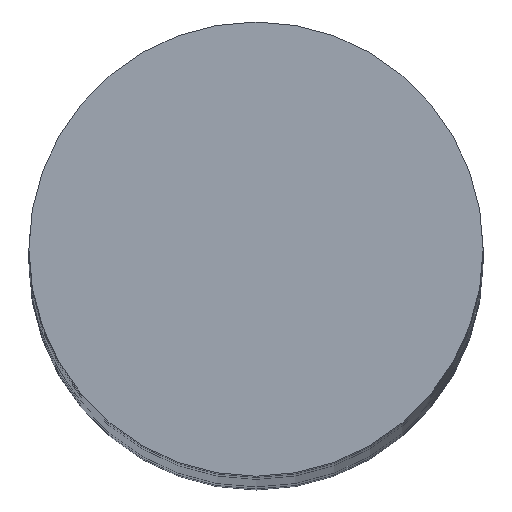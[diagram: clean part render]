
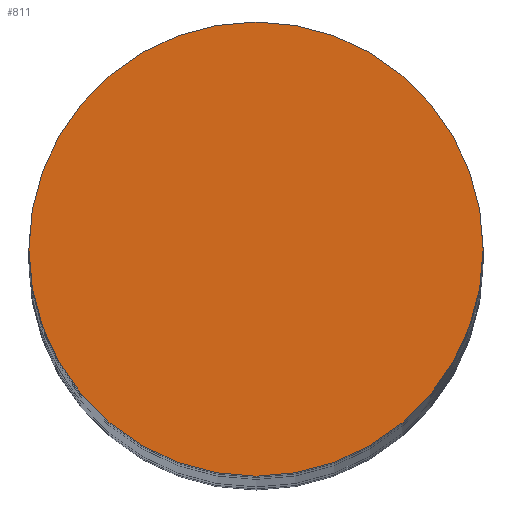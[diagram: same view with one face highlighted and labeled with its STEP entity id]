
A CAD part, top view. The second image highlights one B-rep face of the part: STEP entity #811.
In plain terms, the highlighted planar face has unit normal (0, 0, 1).
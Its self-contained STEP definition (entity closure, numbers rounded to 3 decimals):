
#42=PLANE('',#887);
#61=CIRCLE('',#885,3.);
#110=FACE_OUTER_BOUND('',#168,.T.);
#168=EDGE_LOOP('',(#732));
#375=VERTEX_POINT('',#2982);
#493=EDGE_CURVE('',#375,#375,#61,.T.);
#732=ORIENTED_EDGE('',*,*,#493,.T.);
#811=ADVANCED_FACE('',(#110),#42,.T.);
#885=AXIS2_PLACEMENT_3D('',#2983,#1035,#1036);
#887=AXIS2_PLACEMENT_3D('',#2986,#1040,#1041);
#1035=DIRECTION('center_axis',(0.,0.,1.));
#1036=DIRECTION('ref_axis',(1.,0.,0.));
#1040=DIRECTION('center_axis',(0.,0.,1.));
#1041=DIRECTION('ref_axis',(1.,0.,0.));
#2982=CARTESIAN_POINT('',(-3.,0.,51.3));
#2983=CARTESIAN_POINT('Origin',(0.,0.,51.3));
#2986=CARTESIAN_POINT('Origin',(0.,0.,51.3));
